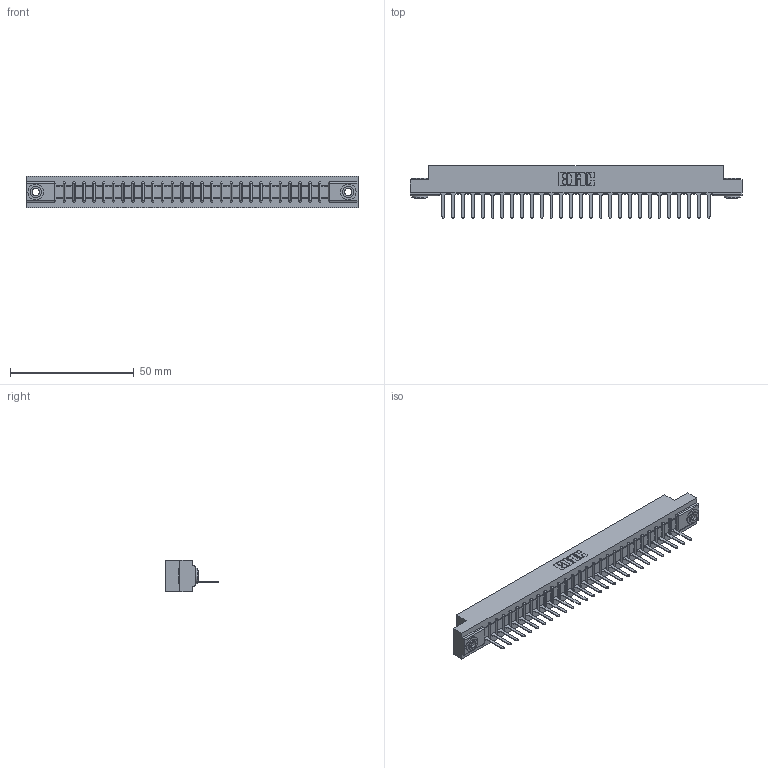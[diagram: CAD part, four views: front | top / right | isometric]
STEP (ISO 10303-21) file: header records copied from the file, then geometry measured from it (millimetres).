
FILE_DESCRIPTION (( 'STEP AP203' ), '1' );
FILE_NAME ('357-028-427-103.STEP', '2020-10-01T20:29:58', ( '' ), ( '' ), 'SwSTEP 2.0', 'SolidWorks 2020', '' );
FILE_SCHEMA (( 'CONFIG_CONTROL_DESIGN' ));
Length unit declared in the file: inch
Products named in the file (4): 345-250-002_345-250-002-102; 307-290-001_527; 307 Part_.156 Dia Mounting Holes; 357-028-427-103
Assembly tree (31 placements, depth 2):
  357-028-427-103
    307 Part_.156 Dia Mounting Holes
    307-290-001_527  x28
    345-250-002_345-250-002-102  x2
Bounding box: 133.96 x 21.11 x 12.7 mm (x, y, z)
Volume: 13846.2 mm3; surface area: 14843.3 mm2
Topology: 31 solids, 31 shells, 1767 faces, 4971 edges, 3194 vertices
Faces by surface type: plane 1130, cylinder 571, sphere 58, cone 8
Entity records: 26763 total; most frequent: CARTESIAN_POINT 4481, ORIENTED_EDGE 4458, DIRECTION 4381, EDGE_CURVE 2229, LINE 1697, VECTOR 1697, VERTEX_POINT 1442, AXIS2_PLACEMENT_3D 1342
